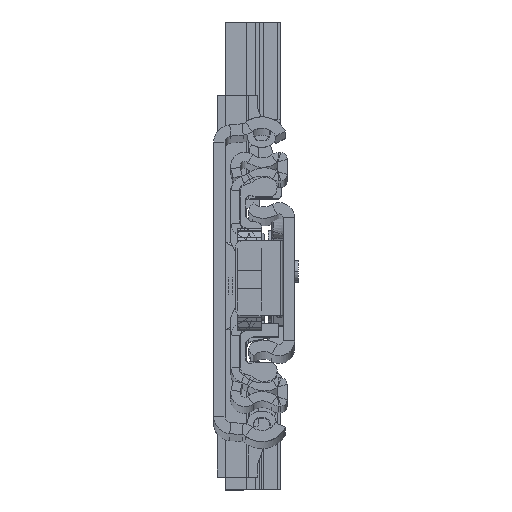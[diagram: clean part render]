
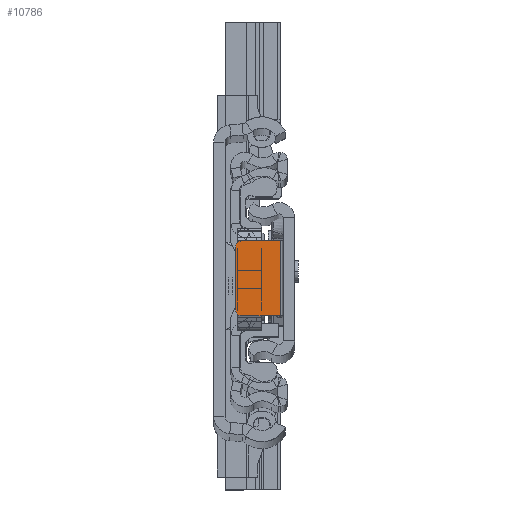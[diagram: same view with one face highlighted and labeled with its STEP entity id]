
A CAD part, top view. The second image highlights one B-rep face of the part: STEP entity #10786.
In plain terms, the highlighted planar face has unit normal (0, 0, 1).
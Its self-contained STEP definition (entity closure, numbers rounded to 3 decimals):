
#75 = ORIENTED_EDGE ( 'NONE', *, *, #8747, .T. ) ;
#447 = VECTOR ( 'NONE', #15911, 1000. ) ;
#2250 = DIRECTION ( 'NONE',  ( 0., -1., 0. ) ) ;
#2612 = CARTESIAN_POINT ( 'NONE',  ( -9.4, -5.849, -6.8 ) ) ;
#2814 = EDGE_CURVE ( 'NONE', #34813, #7736, #43065, .T. ) ;
#2869 = DIRECTION ( 'NONE',  ( 0., 0., 1. ) ) ;
#3975 = CARTESIAN_POINT ( 'NONE',  ( -8.4, -4.849, -6.8 ) ) ;
#6072 = EDGE_CURVE ( 'NONE', #21406, #26571, #29314, .T. ) ;
#7676 = DIRECTION ( 'NONE',  ( 1., 0., 0. ) ) ;
#7736 = VERTEX_POINT ( 'NONE', #43159 ) ;
#8175 = ORIENTED_EDGE ( 'NONE', *, *, #19356, .F. ) ;
#8183 = VECTOR ( 'NONE', #34869, 1000. ) ;
#8747 = EDGE_CURVE ( 'NONE', #37531, #40962, #19695, .T. ) ;
#9742 = CARTESIAN_POINT ( 'NONE',  ( 0., 0., -6.8 ) ) ;
#10018 = DIRECTION ( 'NONE',  ( 0., 1., 0. ) ) ;
#10407 = ORIENTED_EDGE ( 'NONE', *, *, #29927, .F. ) ;
#10786 = ADVANCED_FACE ( 'NONE', ( #19602 ), #16293, .T. ) ;
#11196 = CARTESIAN_POINT ( 'NONE',  ( -8.4, 6.151, -6.8 ) ) ;
#11576 = DIRECTION ( 'NONE',  ( 0., 0., 1. ) ) ;
#12737 = EDGE_LOOP ( 'NONE', ( #8175, #75, #10407, #41330, #28464, #34903 ) ) ;
#13053 = AXIS2_PLACEMENT_3D ( 'NONE', #16368, #2869, #32318 ) ;
#15308 = VECTOR ( 'NONE', #10018, 1000. ) ;
#15911 = DIRECTION ( 'NONE',  ( -1., 0., 0. ) ) ;
#16293 = PLANE ( 'NONE',  #39321 ) ;
#16348 = CARTESIAN_POINT ( 'NONE',  ( -8.4, -5.849, -6.8 ) ) ;
#16368 = CARTESIAN_POINT ( 'NONE',  ( -8.4, 5.151, -6.8 ) ) ;
#19356 = EDGE_CURVE ( 'NONE', #37531, #7736, #27068, .T. ) ;
#19602 = FACE_OUTER_BOUND ( 'NONE', #12737, .T. ) ;
#19695 = CIRCLE ( 'NONE', #42013, 1. ) ;
#19880 = CARTESIAN_POINT ( 'NONE',  ( -9.4, 6.151, -6.8 ) ) ;
#21406 = VERTEX_POINT ( 'NONE', #28864 ) ;
#21546 = CARTESIAN_POINT ( 'NONE',  ( -1.8, 6.151, -6.8 ) ) ;
#23087 = DIRECTION ( 'NONE',  ( 1., 0., 0. ) ) ;
#24107 = VECTOR ( 'NONE', #2250, 1000. ) ;
#25186 = CARTESIAN_POINT ( 'NONE',  ( -2.3, 6.151, -6.8 ) ) ;
#26571 = VERTEX_POINT ( 'NONE', #37380 ) ;
#27068 = LINE ( 'NONE', #19880, #15308 ) ;
#28059 = CARTESIAN_POINT ( 'NONE',  ( -9.4, -4.849, -6.8 ) ) ;
#28294 = LINE ( 'NONE', #21546, #8183 ) ;
#28464 = ORIENTED_EDGE ( 'NONE', *, *, #41644, .F. ) ;
#28864 = CARTESIAN_POINT ( 'NONE',  ( -2.3, 6.151, -6.8 ) ) ;
#29227 = LINE ( 'NONE', #2612, #447 ) ;
#29314 = LINE ( 'NONE', #25186, #24107 ) ;
#29927 = EDGE_CURVE ( 'NONE', #26571, #40962, #29227, .T. ) ;
#32318 = DIRECTION ( 'NONE',  ( 1., 0., 0. ) ) ;
#34813 = VERTEX_POINT ( 'NONE', #11196 ) ;
#34869 = DIRECTION ( 'NONE',  ( 1., 0., 0. ) ) ;
#34903 = ORIENTED_EDGE ( 'NONE', *, *, #2814, .T. ) ;
#37380 = CARTESIAN_POINT ( 'NONE',  ( -2.3, -5.849, -6.8 ) ) ;
#37531 = VERTEX_POINT ( 'NONE', #28059 ) ;
#39321 = AXIS2_PLACEMENT_3D ( 'NONE', #9742, #39676, #23087 ) ;
#39676 = DIRECTION ( 'NONE',  ( 0., 0., 1. ) ) ;
#40962 = VERTEX_POINT ( 'NONE', #16348 ) ;
#41330 = ORIENTED_EDGE ( 'NONE', *, *, #6072, .F. ) ;
#41644 = EDGE_CURVE ( 'NONE', #34813, #21406, #28294, .T. ) ;
#42013 = AXIS2_PLACEMENT_3D ( 'NONE', #3975, #11576, #7676 ) ;
#43065 = CIRCLE ( 'NONE', #13053, 1. ) ;
#43159 = CARTESIAN_POINT ( 'NONE',  ( -9.4, 5.151, -6.8 ) ) ;
